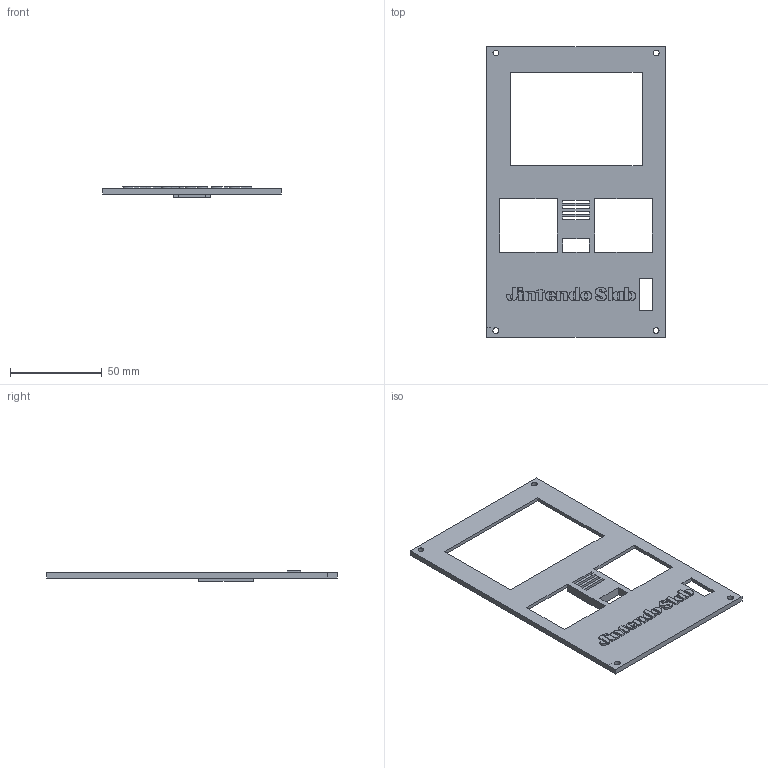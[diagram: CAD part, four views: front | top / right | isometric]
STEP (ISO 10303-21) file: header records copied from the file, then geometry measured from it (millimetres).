
FILE_DESCRIPTION(/* description */ ('KiCad electronic assembly'),/* implementation_level */ '2;1');
FILE_NAME(/* name */ 'PRINT VER Jintendo Slab TOP.step',/* time_stamp */ '2025-06-11T13:12:44-07:00',/* author */ (''),/* organization */ (''),/* preprocessor_version */ 'ST-DEVELOPER v20.1',/* originating_system */ 'Autodesk Translation Framework v14.10.0.0',/* authorisation */ '');
FILE_SCHEMA (('AUTOMOTIVE_DESIGN { 1 0 10303 214 3 1 1 }'));
Length unit declared in the file: millimetre
Products named in the file (1): Jintendo Slab 1
Bounding box: 97.43 x 158.73 x 5.75 mm (x, y, z)
Volume: 23991.6 mm3; surface area: 24090.7 mm2
Topology: 14 solids, 14 shells, 377 faces, 1063 edges, 668 vertices
Faces by surface type: plane 247, bspline 126, cylinder 4
Full cylindrical faces by diameter (mm): 3.2 x4
Entity records: 12182 total; most frequent: CARTESIAN_POINT 3243, ORIENTED_EDGE 2126, DIRECTION 1323, EDGE_CURVE 1063, LINE 803, VECTOR 803, VERTEX_POINT 668, EDGE_LOOP 407
